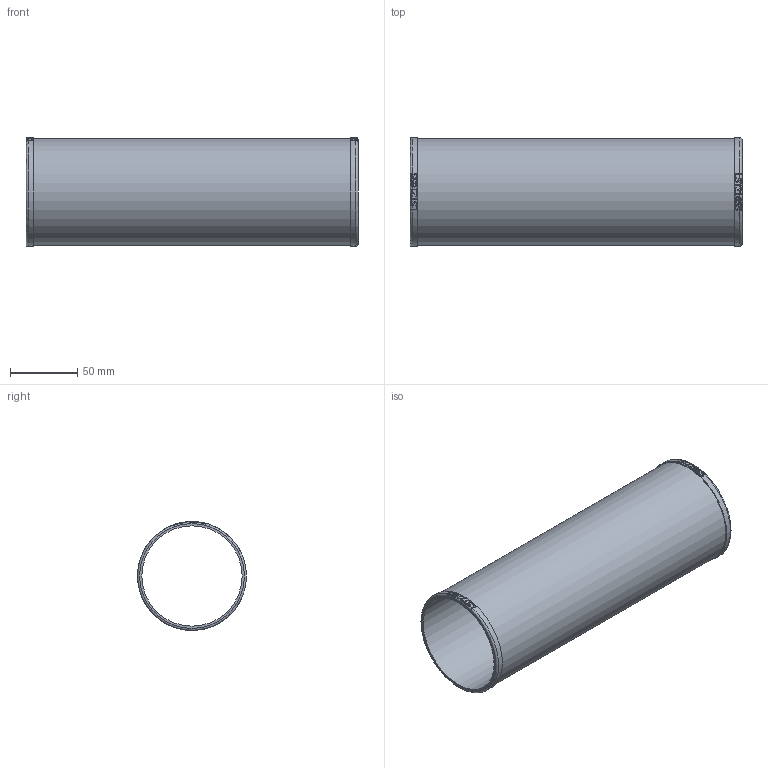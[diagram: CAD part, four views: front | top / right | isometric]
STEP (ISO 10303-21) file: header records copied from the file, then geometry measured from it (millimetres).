
FILE_DESCRIPTION(/* description */ ('2" LST SCREEN - 16 MESH'),/* implementation_level */ '2;1');
FILE_NAME(/* name */ 'LST216SS.stp',/* time_stamp */ '2020-10-19T09:43:23-04:00',/* author */ ('DGutierrez'),/* organization */ (''),/* preprocessor_version */ 'ST-DEVELOPER v17',/* originating_system */ 'Autodesk Inventor 2019',/* authorisation */ '');
FILE_SCHEMA (('AUTOMOTIVE_DESIGN { 1 0 10303 214 3 1 1 }'));
Length unit declared in the file: inch
Products named in the file (1): LST216SS
Bounding box: 246.89 x 80.98 x 80.98 mm (x, y, z)
Volume: 146393.3 mm3; surface area: 121290.9 mm2
Topology: 1 solids, 1 shells, 274 faces, 812 edges, 544 vertices
Faces by surface type: bspline 158, plane 92, cylinder 22, torus 2
Full cylindrical faces by diameter (mm): 74.612 x1, 79.451 x1, 80.975 x2
Entity records: 12454 total; most frequent: CARTESIAN_POINT 6123, ORIENTED_EDGE 1624, EDGE_CURVE 812, DIRECTION 810, VERTEX_POINT 544, B_SPLINE_CURVE_WITH_KNOTS 362, LINE 324, VECTOR 324
